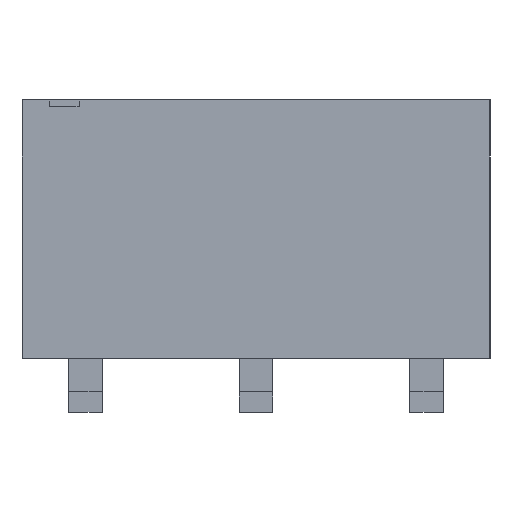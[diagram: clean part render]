
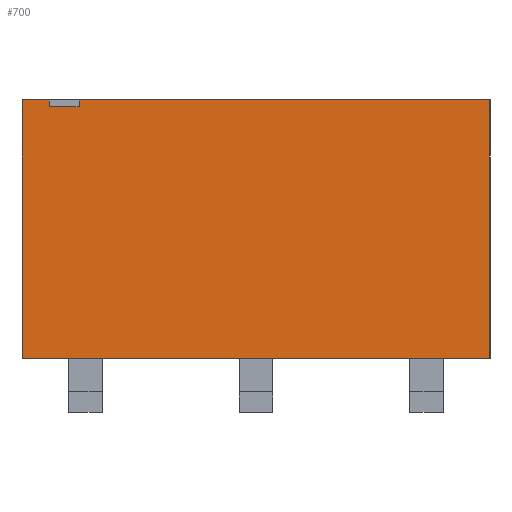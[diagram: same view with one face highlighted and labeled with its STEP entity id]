
A CAD part, left-side view. The second image highlights one B-rep face of the part: STEP entity #700.
In plain terms, the highlighted planar face has unit normal (-1, 0, 0).
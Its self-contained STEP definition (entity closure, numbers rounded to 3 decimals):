
#124 = VERTEX_POINT('',#125);
#125 = CARTESIAN_POINT('',(-3.34,-3.46,0.875));
#133 = EDGE_CURVE('',#134,#124,#136,.T.);
#134 = VERTEX_POINT('',#135);
#135 = CARTESIAN_POINT('',(-3.34,3.51,0.875));
#136 = LINE('',#137,#138);
#137 = CARTESIAN_POINT('',(-3.34,-3.46,0.875));
#138 = VECTOR('',#139,1.);
#139 = DIRECTION('',(0.,-1.,0.));
#682 = VERTEX_POINT('',#683);
#683 = CARTESIAN_POINT('',(-3.34,-3.46,4.725));
#689 = EDGE_CURVE('',#124,#682,#690,.T.);
#690 = LINE('',#691,#692);
#691 = CARTESIAN_POINT('',(-3.34,-3.46,4.725));
#692 = VECTOR('',#693,1.);
#693 = DIRECTION('',(0.,0.,1.));
#700 = ADVANCED_FACE('',(#701),#751,.F.);
#701 = FACE_BOUND('',#702,.T.);
#702 = EDGE_LOOP('',(#703,#713,#721,#727,#728,#729,#737,#745));
#703 = ORIENTED_EDGE('',*,*,#704,.F.);
#704 = EDGE_CURVE('',#705,#707,#709,.T.);
#705 = VERTEX_POINT('',#706);
#706 = CARTESIAN_POINT('',(-3.34,3.104,4.725));
#707 = VERTEX_POINT('',#708);
#708 = CARTESIAN_POINT('',(-3.34,3.104,4.625));
#709 = LINE('',#710,#711);
#710 = CARTESIAN_POINT('',(-3.34,3.104,4.725));
#711 = VECTOR('',#712,1.);
#712 = DIRECTION('',(-0.,0.,-1.));
#713 = ORIENTED_EDGE('',*,*,#714,.F.);
#714 = EDGE_CURVE('',#715,#705,#717,.T.);
#715 = VERTEX_POINT('',#716);
#716 = CARTESIAN_POINT('',(-3.34,3.51,4.725));
#717 = LINE('',#718,#719);
#718 = CARTESIAN_POINT('',(-3.34,-3.46,4.725));
#719 = VECTOR('',#720,1.);
#720 = DIRECTION('',(0.,-1.,0.));
#721 = ORIENTED_EDGE('',*,*,#722,.F.);
#722 = EDGE_CURVE('',#134,#715,#723,.T.);
#723 = LINE('',#724,#725);
#724 = CARTESIAN_POINT('',(-3.34,3.51,4.725));
#725 = VECTOR('',#726,1.);
#726 = DIRECTION('',(0.,0.,1.));
#727 = ORIENTED_EDGE('',*,*,#133,.T.);
#728 = ORIENTED_EDGE('',*,*,#689,.T.);
#729 = ORIENTED_EDGE('',*,*,#730,.F.);
#730 = EDGE_CURVE('',#731,#682,#733,.T.);
#731 = VERTEX_POINT('',#732);
#732 = CARTESIAN_POINT('',(-3.34,2.66,4.725));
#733 = LINE('',#734,#735);
#734 = CARTESIAN_POINT('',(-3.34,-3.46,4.725));
#735 = VECTOR('',#736,1.);
#736 = DIRECTION('',(0.,-1.,0.));
#737 = ORIENTED_EDGE('',*,*,#738,.F.);
#738 = EDGE_CURVE('',#739,#731,#741,.T.);
#739 = VERTEX_POINT('',#740);
#740 = CARTESIAN_POINT('',(-3.34,2.66,4.625));
#741 = LINE('',#742,#743);
#742 = CARTESIAN_POINT('',(-3.34,2.66,4.725));
#743 = VECTOR('',#744,1.);
#744 = DIRECTION('',(0.,0.,1.));
#745 = ORIENTED_EDGE('',*,*,#746,.F.);
#746 = EDGE_CURVE('',#707,#739,#747,.T.);
#747 = LINE('',#748,#749);
#748 = CARTESIAN_POINT('',(-3.34,3.51,4.625));
#749 = VECTOR('',#750,1.);
#750 = DIRECTION('',(0.,-1.,0.));
#751 = PLANE('',#752);
#752 = AXIS2_PLACEMENT_3D('',#753,#754,#755);
#753 = CARTESIAN_POINT('',(-3.34,3.51,4.725));
#754 = DIRECTION('',(1.,0.,0.));
#755 = DIRECTION('',(0.,1.,0.));
